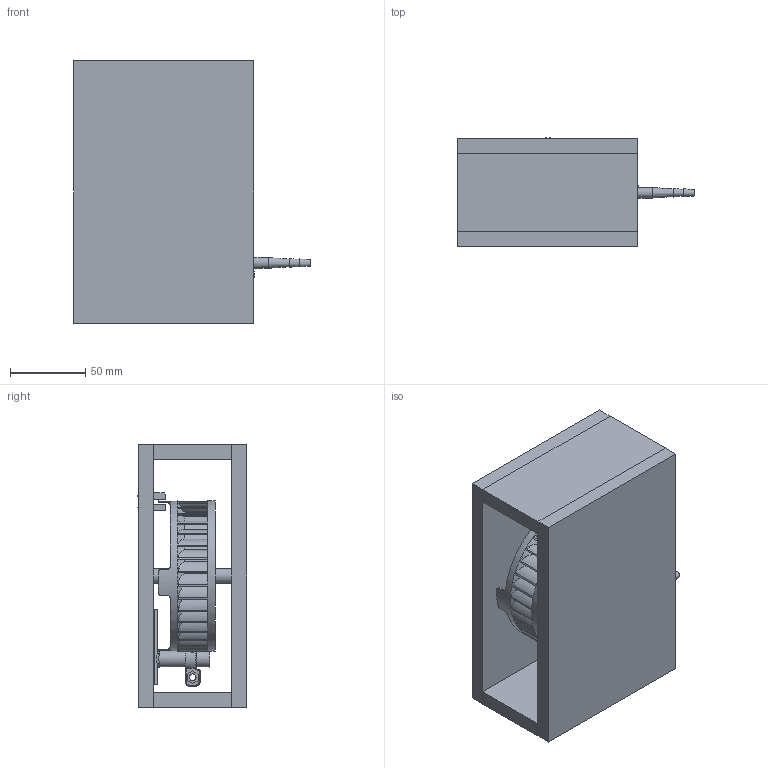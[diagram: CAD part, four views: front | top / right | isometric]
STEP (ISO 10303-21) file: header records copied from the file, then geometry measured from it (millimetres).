
FILE_DESCRIPTION(/* description */ (''),/* implementation_level */ '2;1');
FILE_NAME(/* name */ 'Phantom v58.step',/* time_stamp */ '2022-04-29T16:26:17+02:00',/* author */ (''),/* organization */ (''),/* preprocessor_version */ 'ST-DEVELOPER v18.1',/* originating_system */ 'Autodesk Translation Framework v10.14.0.1471',/* authorisation */ '');
FILE_SCHEMA (('AUTOMOTIVE_DESIGN { 1 0 10303 214 3 1 1 }'));
Length unit declared in the file: millimetre
Products named in the file (10): Phantom; 6455K137_PLASTIC BALL BEARING; Lichtschranke; 6455K137_PLASTIC BALL BEARING(Mirror); Axis; Frame; HoseHolder; HoseRing; Hose; Cylinder
Assembly tree (9 placements, depth 3):
  Phantom
    6455K137_PLASTIC BALL BEARING
    Lichtschranke
    6455K137_PLASTIC BALL BEARING(Mirror)
    Axis
    Frame
    HoseHolder
      HoseRing
      Hose
    Cylinder
Bounding box: 157.5 x 72.9 x 175 mm (x, y, z)
Volume: 745697.6 mm3; surface area: 186623.5 mm2
Topology: 35 solids, 35 shells, 545 faces, 1317 edges, 839 vertices
Faces by surface type: plane 190, cylinder 181, bspline 78, cone 62, sphere 20, torus 14
Full cylindrical faces by diameter (mm): 2.5 x1, 3.3 x2, 3.332 x2, 4.5 x2, 7.1 x1, 7.7 x3, 10 x5, 11 x1, 12.054 x4, 16.1 x1, 16.418 x4, 19.582 x4, 26 x4, 100 x1
Entity records: 21690 total; most frequent: CARTESIAN_POINT 9293, ORIENTED_EDGE 2538, DIRECTION 2334, EDGE_CURVE 1269, AXIS2_PLACEMENT_3D 903, VERTEX_POINT 841, EDGE_LOOP 628, FACE_OUTER_BOUND 545
